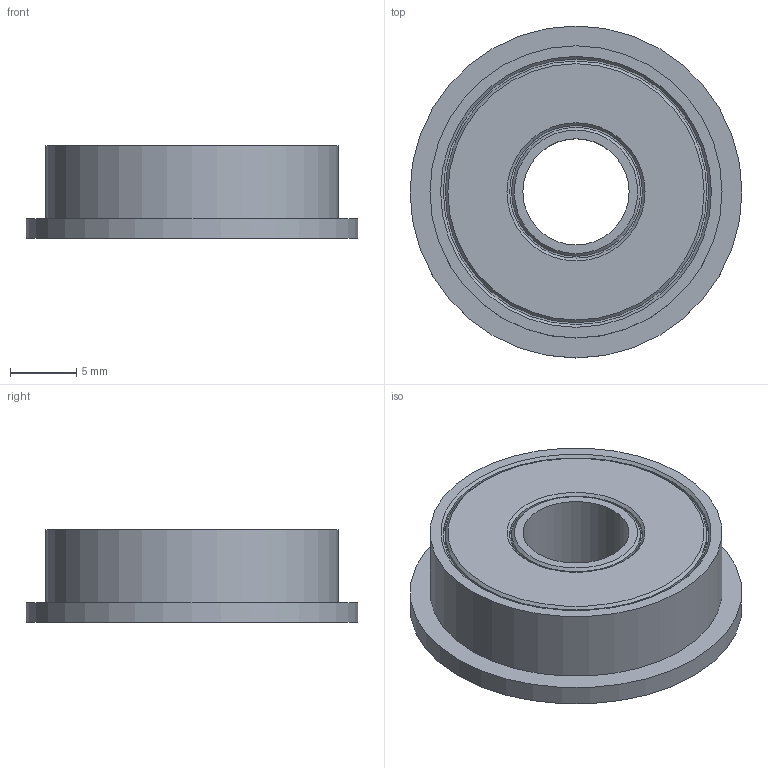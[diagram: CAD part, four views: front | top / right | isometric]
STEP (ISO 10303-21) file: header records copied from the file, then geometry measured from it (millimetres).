
FILE_DESCRIPTION(/* description */ (''),/* implementation_level */ '2;1');
FILE_NAME(/* name */ 'F608ZZ v2.step',/* time_stamp */ '2020-10-20T11:34:28+02:00',/* author */ (''),/* organization */ (''),/* preprocessor_version */ 'ST-DEVELOPER v18.1',/* originating_system */ 'Autodesk Translation Framework v9.3.0.1241',/* authorisation */ '');
FILE_SCHEMA (('AUTOMOTIVE_DESIGN { 1 0 10303 214 3 1 1 }'));
Length unit declared in the file: millimetre
Products named in the file (1): F608ZZ
Bounding box: 25 x 25 x 7 mm (x, y, z)
Volume: 2453.7 mm3; surface area: 1698 mm2
Topology: 1 solids, 1 shells, 30 faces, 49 edges, 30 vertices
Faces by surface type: cylinder 11, plane 11, cone 8
Full cylindrical faces by diameter (mm): 8 x1, 9.7 x2, 10 x2, 19.7 x2, 20 x2, 22 x1, 25 x1
Entity records: 736 total; most frequent: DIRECTION 141, CARTESIAN_POINT 110, ORIENTED_EDGE 98, AXIS2_PLACEMENT_3D 61, EDGE_CURVE 49, EDGE_LOOP 41, FACE_OUTER_BOUND 30, CIRCLE 30
